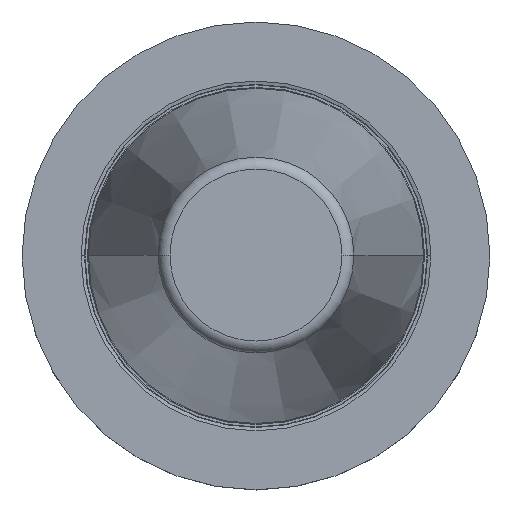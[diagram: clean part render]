
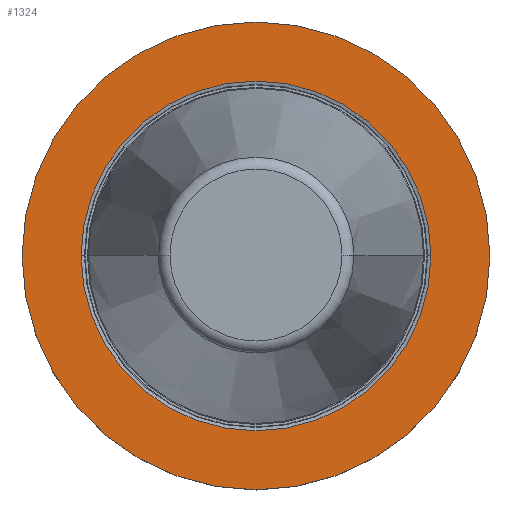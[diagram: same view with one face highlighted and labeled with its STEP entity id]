
A CAD part, top view. The second image highlights one B-rep face of the part: STEP entity #1324.
In plain terms, the highlighted planar face has unit normal (0, 0, 1).
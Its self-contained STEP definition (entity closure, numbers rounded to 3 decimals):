
#365=CARTESIAN_POINT('',(0.,0.,-3.2));
#366=DIRECTION('',(0.,0.,1.));
#367=DIRECTION('',(1.,0.,0.));
#368=AXIS2_PLACEMENT_3D('',#365,#366,#367);
#373=CARTESIAN_POINT('',(0.,0.,-3.2));
#374=DIRECTION('',(0.,0.,-1.));
#375=DIRECTION('',(1.,0.,0.));
#376=AXIS2_PLACEMENT_3D('',#373,#374,#375);
#381=CARTESIAN_POINT('',(0.,0.,-3.2));
#382=DIRECTION('',(0.,0.,1.));
#383=DIRECTION('',(1.,0.,0.));
#384=AXIS2_PLACEMENT_3D('',#381,#382,#383);
#389=CARTESIAN_POINT('',(0.,0.,-3.2));
#390=DIRECTION('',(0.,0.,1.));
#391=DIRECTION('',(-1.,0.,0.));
#392=AXIS2_PLACEMENT_3D('',#389,#390,#391);
#867=CARTESIAN_POINT('',(48.75,0.,-3.2));
#868=CARTESIAN_POINT('',(-48.75,0.,-3.2));
#869=VERTEX_POINT('',#867);
#870=VERTEX_POINT('',#868);
#933=CARTESIAN_POINT('',(36.446,0.,-3.2));
#934=VERTEX_POINT('',#933);
#937=CARTESIAN_POINT('',(-36.446,0.,-3.2));
#938=VERTEX_POINT('',#937);
#1309=CARTESIAN_POINT('',(0.,0.,-3.2));
#1310=DIRECTION('',(0.,0.,-1.));
#1311=DIRECTION('',(-1.,0.,0.));
#1312=AXIS2_PLACEMENT_3D('',#1309,#1310,#1311);
#1313=PLANE('',#1312);
#1314=ORIENTED_EDGE('',*,*,#1290,.F.);
#1315=ORIENTED_EDGE('',*,*,#1232,.T.);
#1316=EDGE_LOOP('',(#1314,#1315));
#1317=FACE_OUTER_BOUND('',#1316,.F.);
#1319=ORIENTED_EDGE('',*,*,#1318,.T.);
#1321=ORIENTED_EDGE('',*,*,#1320,.T.);
#1322=EDGE_LOOP('',(#1319,#1321));
#1323=FACE_BOUND('',#1322,.F.);
#369=CIRCLE('',#368,48.75);
#377=CIRCLE('',#376,48.75);
#385=CIRCLE('',#384,36.446);
#393=CIRCLE('',#392,36.446);
#1232=EDGE_CURVE('',#869,#870,#377,.T.);
#1290=EDGE_CURVE('',#869,#870,#369,.T.);
#1318=EDGE_CURVE('',#934,#938,#385,.T.);
#1320=EDGE_CURVE('',#938,#934,#393,.T.);
#1324=ADVANCED_FACE('',(#1317,#1323),#1313,.F.);
